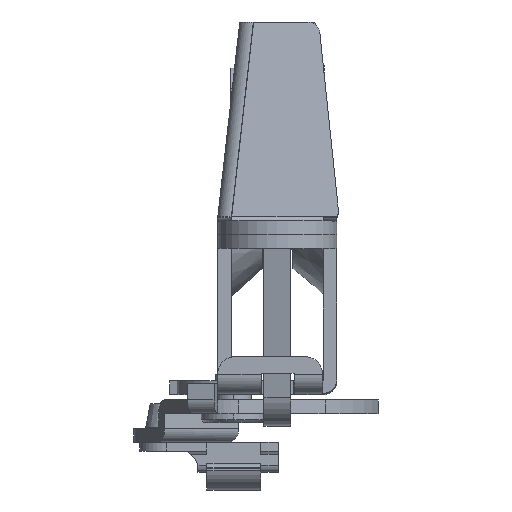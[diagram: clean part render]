
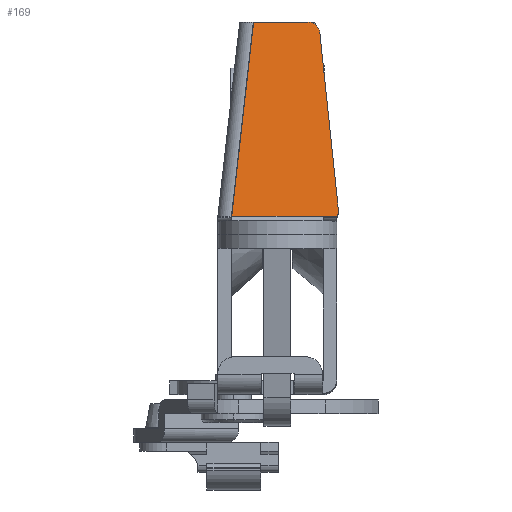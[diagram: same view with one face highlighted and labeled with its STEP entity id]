
A CAD part, top view. The second image highlights one B-rep face of the part: STEP entity #169.
In plain terms, the highlighted face is planar.
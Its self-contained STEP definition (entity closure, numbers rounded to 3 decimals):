
#169 = ADVANCED_FACE ( 'NONE', ( #11962 ), #10804, .F. ) ;
#275 = EDGE_CURVE ( 'NONE', #7007, #7006, #11059, .T. ) ;
#280 = EDGE_CURVE ( 'NONE', #7009, #7011, #11271, .T. ) ;
#874 = EDGE_CURVE ( 'NONE', #7068, #7069, #945, .T. ) ;
#875 = EDGE_CURVE ( 'NONE', #7011, #7068, #2464, .T. ) ;
#876 = EDGE_CURVE ( 'NONE', #7007, #7069, #2467, .T. ) ;
#877 = EDGE_CURVE ( 'NONE', #7006, #7070, #1777, .T. ) ;
#878 = EDGE_CURVE ( 'NONE', #7009, #7070, #2472, .T. ) ;
#945 =( BOUNDED_CURVE ( )  B_SPLINE_CURVE ( 3, ( #2459, #2460, #2461, #2462 ),
 .UNSPECIFIED., .F., .F. ) 
 B_SPLINE_CURVE_WITH_KNOTS ( ( 4, 4 ),
 ( 3.743, 4.712 ),
 .UNSPECIFIED. ) 
 CURVE ( )  GEOMETRIC_REPRESENTATION_ITEM ( )  RATIONAL_B_SPLINE_CURVE ( ( 1., 0.923, 0.923, 1. ) ) 
 REPRESENTATION_ITEM ( '' )  );
#1420 = AXIS2_PLACEMENT_3D ( 'NONE', #2463, #2470, #2471 ) ;
#1422 = VECTOR ( 'NONE', #2466, 1000. ) ;
#1423 = VECTOR ( 'NONE', #2469, 1000. ) ;
#1424 = VECTOR ( 'NONE', #2474, 1000. ) ;
#1777 = CIRCLE ( 'NONE', #1420, 2. ) ;
#2459 = CARTESIAN_POINT ( 'NONE',  ( 36.535, -14.065, -9.909 ) ) ;
#2460 = CARTESIAN_POINT ( 'NONE',  ( 36.494, -13.848, -10.165 ) ) ;
#2461 = CARTESIAN_POINT ( 'NONE',  ( 36.439, -13.536, -10.29 ) ) ;
#2462 = CARTESIAN_POINT ( 'NONE',  ( 36.384, -13.202, -10.255 ) ) ;
#2463 = CARTESIAN_POINT ( 'NONE',  ( 31.508, 16.527, -5.127 ) ) ;
#2464 = LINE ( 'NONE', #2465, #1422 ) ;
#2465 = CARTESIAN_POINT ( 'NONE',  ( 36.577, -14.065, -7.697 ) ) ;
#2466 = DIRECTION ( 'NONE',  ( -0.019, 0., -1. ) ) ;
#2467 = LINE ( 'NONE', #2468, #1423 ) ;
#2468 = CARTESIAN_POINT ( 'NONE',  ( 31.144, 18.5, -6.93 ) ) ;
#2469 = DIRECTION ( 'NONE',  ( 0.162, -0.981, -0.103 ) ) ;
#2470 = DIRECTION ( 'NONE',  ( 0.986, 0.165, -0.019 ) ) ;
#2471 = DIRECTION ( 'NONE',  ( 0.165, -0.986, 0. ) ) ;
#2472 = LINE ( 'NONE', #2473, #1424 ) ;
#2473 = CARTESIAN_POINT ( 'NONE',  ( 31.394, 18.5, 6.3 ) ) ;
#2474 = DIRECTION ( 'NONE',  ( -0.019, 0., -1. ) ) ;
#2568 = CARTESIAN_POINT ( 'NONE',  ( 31.178, 18.5, -5.127 ) ) ;
#2569 = CARTESIAN_POINT ( 'NONE',  ( 31.438, 16.724, -7.116 ) ) ;
#2571 = CARTESIAN_POINT ( 'NONE',  ( 31.35, 18.5, 3.985 ) ) ;
#2573 = CARTESIAN_POINT ( 'NONE',  ( 36.867, -14.065, 7.659 ) ) ;
#2630 = CARTESIAN_POINT ( 'NONE',  ( 36.535, -14.065, -9.909 ) ) ;
#2631 = CARTESIAN_POINT ( 'NONE',  ( 36.384, -13.202, -10.255 ) ) ;
#2632 = CARTESIAN_POINT ( 'NONE',  ( 31.178, 18.5, -5.121 ) ) ;
#7006 = VERTEX_POINT ( 'NONE', #2568 ) ;
#7007 = VERTEX_POINT ( 'NONE', #2569 ) ;
#7009 = VERTEX_POINT ( 'NONE', #2571 ) ;
#7011 = VERTEX_POINT ( 'NONE', #2573 ) ;
#7068 = VERTEX_POINT ( 'NONE', #2630 ) ;
#7069 = VERTEX_POINT ( 'NONE', #2631 ) ;
#7070 = VERTEX_POINT ( 'NONE', #2632 ) ;
#7279 = EDGE_LOOP ( 'NONE', ( #7444, #7446, #7445, #7447, #7448, #7450, #7449 ) ) ;
#7444 = ORIENTED_EDGE ( 'NONE', *, *, #875, .T. ) ;
#7445 = ORIENTED_EDGE ( 'NONE', *, *, #876, .F. ) ;
#7446 = ORIENTED_EDGE ( 'NONE', *, *, #874, .T. ) ;
#7447 = ORIENTED_EDGE ( 'NONE', *, *, #275, .T. ) ;
#7448 = ORIENTED_EDGE ( 'NONE', *, *, #877, .T. ) ;
#7449 = ORIENTED_EDGE ( 'NONE', *, *, #280, .T. ) ;
#7450 = ORIENTED_EDGE ( 'NONE', *, *, #878, .F. ) ;
#10804 = PLANE ( 'NONE',  #11782 ) ;
#10805 = CARTESIAN_POINT ( 'NONE',  ( 31.35, 17.579, -4.176 ) ) ;
#10806 = DIRECTION ( 'NONE',  ( -0.986, -0.165, 0.019 ) ) ;
#10807 = DIRECTION ( 'NONE',  ( 0.165, -0.986, 0. ) ) ;
#11059 = CIRCLE ( 'NONE', #12091, 2. ) ;
#11253 = CARTESIAN_POINT ( 'NONE',  ( 31.508, 16.527, -5.127 ) ) ;
#11254 = DIRECTION ( 'NONE',  ( 0.986, 0.165, -0.019 ) ) ;
#11255 = DIRECTION ( 'NONE',  ( 0.165, -0.986, 0. ) ) ;
#11271 = LINE ( 'NONE', #11272, #12094 ) ;
#11272 = CARTESIAN_POINT ( 'NONE',  ( 31.35, 18.5, 3.985 ) ) ;
#11273 = DIRECTION ( 'NONE',  ( 0.166, -0.98, 0.111 ) ) ;
#11782 = AXIS2_PLACEMENT_3D ( 'NONE', #10805, #10806, #10807 ) ;
#11962 = FACE_OUTER_BOUND ( 'NONE', #7279, .T. ) ;
#12091 = AXIS2_PLACEMENT_3D ( 'NONE', #11253, #11254, #11255 ) ;
#12094 = VECTOR ( 'NONE', #11273, 1000. ) ;
